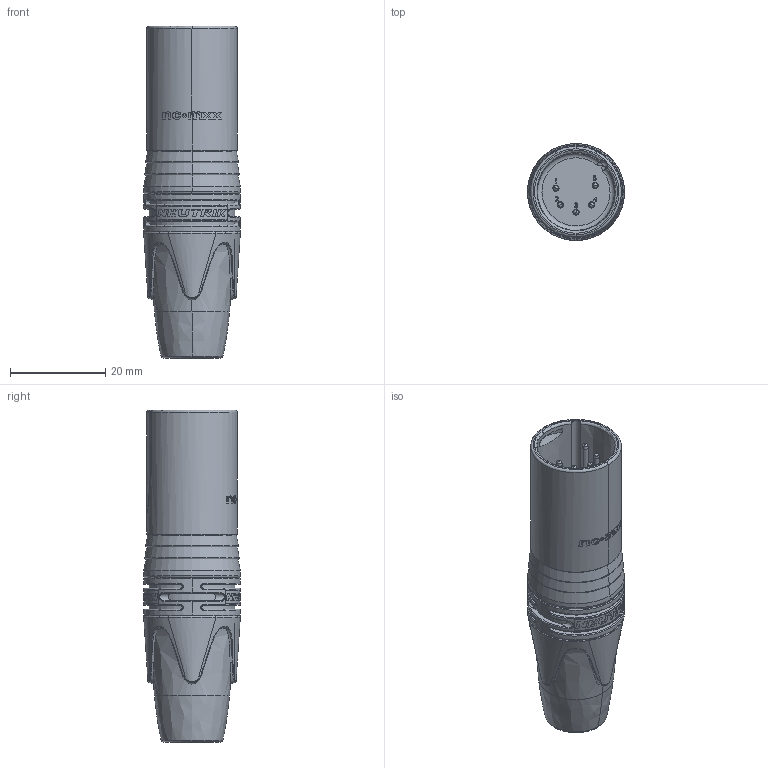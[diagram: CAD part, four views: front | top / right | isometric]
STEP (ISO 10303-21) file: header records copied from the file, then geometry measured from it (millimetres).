
FILE_DESCRIPTION((''),'2;1');
FILE_NAME('30010370','2023-03-16T12:24:09',('SYSTEM'),(''),'CREO PARAMETRIC BY PTC INC, 2021184','CREO PARAMETRIC BY PTC INC, 2021184','');
FILE_SCHEMA(('CONFIG_CONTROL_DESIGN'));
Length unit declared in the file: millimetre
Products named in the file (1): 30010370
Bounding box: 20.33 x 20.33 x 69.56 mm (x, y, z)
Volume: 15413.3 mm3; surface area: 5798.2 mm2
Topology: 1 solids, 1 shells, 707 faces, 1855 edges, 1193 vertices
Faces by surface type: plane 363, extrusion 119, bspline 89, cylinder 73, torus 31, cone 22, sphere 10
Entity records: 30216 total; most frequent: CARTESIAN_POINT 13859, ORIENTED_EDGE 3690, DIRECTION 2811, EDGE_CURVE 1845, VERTEX_POINT 1193, VECTOR 1051, LINE 932, AXIS2_PLACEMENT_3D 880
